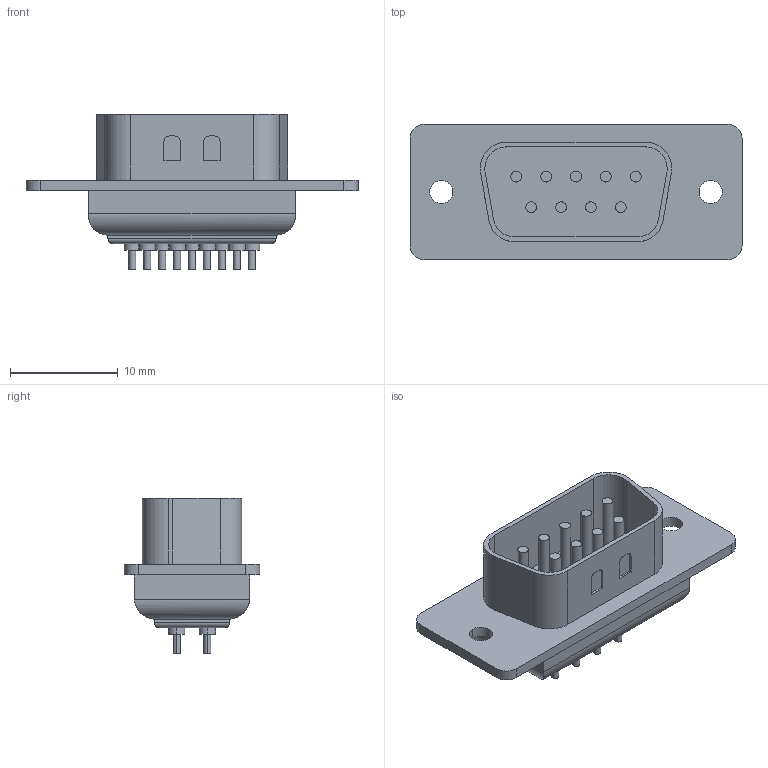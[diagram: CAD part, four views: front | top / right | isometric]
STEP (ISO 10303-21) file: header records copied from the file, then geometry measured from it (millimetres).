
FILE_DESCRIPTION(('FreeCAD Model'),'2;1');
FILE_NAME('A_DS_9_PP_Z_cut.step', '2020-09-07T16:54:53',('Author'),(''), 'Open CASCADE STEP processor 7.3','FreeCAD','Unknown');
FILE_SCHEMA(('AUTOMOTIVE_DESIGN { 1 0 10303 214 1 1 1 1 }'));
Length unit declared in the file: millimetre
Products named in the file (1): Cut
Bounding box: 30.81 x 12.55 x 14.4 mm (x, y, z)
Volume: 1439.5 mm3; surface area: 1867.3 mm2
Topology: 1 solids, 1 shells, 162 faces, 370 edges, 244 vertices
Faces by surface type: cylinder 90, plane 72
Entity records: 5895 total; most frequent: CARTESIAN_POINT 889, DIRECTION 864, ORIENTED_EDGE 740, EDGE_CURVE 370, AXIS2_PLACEMENT_3D 335, VERTEX_POINT 244, FACE_BOUND 200, EDGE_LOOP 200
